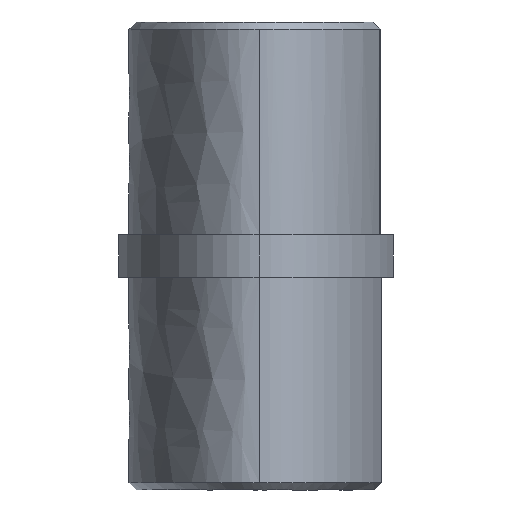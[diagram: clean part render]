
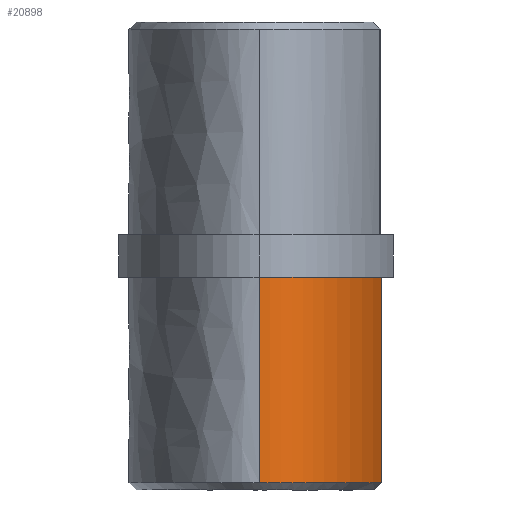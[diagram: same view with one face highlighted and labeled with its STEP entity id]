
A CAD part, left-side view. The second image highlights one B-rep face of the part: STEP entity #20898.
In plain terms, the highlighted free-form (B-spline) face has degree [3, 1] with [4, 2] control points.
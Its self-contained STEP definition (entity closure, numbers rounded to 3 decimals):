
#132 = CARTESIAN_POINT ( 'NONE',  ( -28.983, -20.54, -32. ) ) ;
#330 = CARTESIAN_POINT ( 'NONE',  ( -38.4, -6.101, -3. ) ) ;
#457 = EDGE_CURVE ( 'NONE', #4788, #14902, #7601, .T. ) ;
#738 = VERTEX_POINT ( 'NONE', #13185 ) ;
#2115 = CARTESIAN_POINT ( 'NONE',  ( -38.4, -14.025, -32. ) ) ;
#3266 =( BOUNDED_SURFACE ( )  B_SPLINE_SURFACE ( 3, 1, ( 
 ( #25971, #24039 ),
 ( #9992, #24118 ),
 ( #132, #3897 ),
 ( #14233, #14142 ) ),
 .UNSPECIFIED., .F., .F., .F. ) 
 B_SPLINE_SURFACE_WITH_KNOTS ( ( 4, 4 ),
 ( 2, 2 ),
 ( 0., 1. ),
 ( 0., 1. ),
 .UNSPECIFIED. ) 
 GEOMETRIC_REPRESENTATION_ITEM ( )  RATIONAL_B_SPLINE_SURFACE ( (
 ( 1., 1.),
 ( 0.881, 0.881),
 ( 0.881, 0.881),
 ( 1., 1.) ) ) 
 REPRESENTATION_ITEM ( '' )  SURFACE ( )  );
#3816 = EDGE_CURVE ( 'NONE', #738, #4623, #20781, .T. ) ;
#3897 = CARTESIAN_POINT ( 'NONE',  ( -28.983, -20.54, -3. ) ) ;
#4623 = VERTEX_POINT ( 'NONE', #330 ) ;
#4788 = VERTEX_POINT ( 'NONE', #6694 ) ;
#5173 = EDGE_LOOP ( 'NONE', ( #19703, #15673, #19560, #11450 ) ) ;
#6694 = CARTESIAN_POINT ( 'NONE',  ( -13.5, -23.326, -32. ) ) ;
#7601 = LINE ( 'NONE', #23569, #22425 ) ;
#8037 = CARTESIAN_POINT ( 'NONE',  ( -28.983, -20.54, -3. ) ) ;
#8436 = CARTESIAN_POINT ( 'NONE',  ( -28.983, -20.54, -32. ) ) ;
#9951 =( BOUNDED_CURVE ( )  B_SPLINE_CURVE ( 3, ( #10060, #22427, #8037, #24191 ),
 .UNSPECIFIED., .F., .T. ) 
 B_SPLINE_CURVE_WITH_KNOTS ( ( 4, 4 ),
 ( 3.142, 4.353 ),
 .UNSPECIFIED. ) 
 CURVE ( )  GEOMETRIC_REPRESENTATION_ITEM ( )  RATIONAL_B_SPLINE_CURVE ( ( 1., 0.881, 0.881, 1. ) ) 
 REPRESENTATION_ITEM ( '' )  );
#9992 = CARTESIAN_POINT ( 'NONE',  ( -38.4, -14.025, -32. ) ) ;
#10060 = CARTESIAN_POINT ( 'NONE',  ( -38.4, -6.101, -3. ) ) ;
#11450 = ORIENTED_EDGE ( 'NONE', *, *, #13671, .F. ) ;
#12042 = CARTESIAN_POINT ( 'NONE',  ( -38.4, -6.101, -33. ) ) ;
#12126 = EDGE_CURVE ( 'NONE', #738, #4788, #19350, .T. ) ;
#13185 = CARTESIAN_POINT ( 'NONE',  ( -38.4, -6.101, -32. ) ) ;
#13291 = DIRECTION ( 'NONE',  ( 0., 0., 1. ) ) ;
#13396 = CARTESIAN_POINT ( 'NONE',  ( -38.4, -6.101, -32. ) ) ;
#13671 = EDGE_CURVE ( 'NONE', #4623, #14902, #9951, .T. ) ;
#14142 = CARTESIAN_POINT ( 'NONE',  ( -13.5, -23.326, -3. ) ) ;
#14233 = CARTESIAN_POINT ( 'NONE',  ( -13.5, -23.326, -32. ) ) ;
#14902 = VERTEX_POINT ( 'NONE', #24973 ) ;
#15673 = ORIENTED_EDGE ( 'NONE', *, *, #12126, .T. ) ;
#16366 = VECTOR ( 'NONE', #19588, 1000. ) ;
#17606 = FACE_OUTER_BOUND ( 'NONE', #5173, .T. ) ;
#19350 =( BOUNDED_CURVE ( )  B_SPLINE_CURVE ( 3, ( #13396, #2115, #8436, #22303 ),
 .UNSPECIFIED., .F., .F. ) 
 B_SPLINE_CURVE_WITH_KNOTS ( ( 4, 4 ),
 ( 0.782, 1. ),
 .UNSPECIFIED. ) 
 CURVE ( )  GEOMETRIC_REPRESENTATION_ITEM ( )  RATIONAL_B_SPLINE_CURVE ( ( 1., 0.881, 0.881, 1. ) ) 
 REPRESENTATION_ITEM ( '' )  );
#19560 = ORIENTED_EDGE ( 'NONE', *, *, #457, .T. ) ;
#19588 = DIRECTION ( 'NONE',  ( 0., 0., 1. ) ) ;
#19703 = ORIENTED_EDGE ( 'NONE', *, *, #3816, .F. ) ;
#20781 = LINE ( 'NONE', #12042, #16366 ) ;
#20898 = ADVANCED_FACE ( 'NONE', ( #17606 ), #3266, .T. ) ;
#22303 = CARTESIAN_POINT ( 'NONE',  ( -13.5, -23.326, -32. ) ) ;
#22425 = VECTOR ( 'NONE', #13291, 1000. ) ;
#22427 = CARTESIAN_POINT ( 'NONE',  ( -38.4, -14.025, -3. ) ) ;
#23569 = CARTESIAN_POINT ( 'NONE',  ( -13.5, -23.326, -33. ) ) ;
#24039 = CARTESIAN_POINT ( 'NONE',  ( -38.4, -6.101, -3. ) ) ;
#24118 = CARTESIAN_POINT ( 'NONE',  ( -38.4, -14.025, -3. ) ) ;
#24191 = CARTESIAN_POINT ( 'NONE',  ( -13.5, -23.326, -3. ) ) ;
#24973 = CARTESIAN_POINT ( 'NONE',  ( -13.5, -23.326, -3. ) ) ;
#25971 = CARTESIAN_POINT ( 'NONE',  ( -38.4, -6.101, -32. ) ) ;
